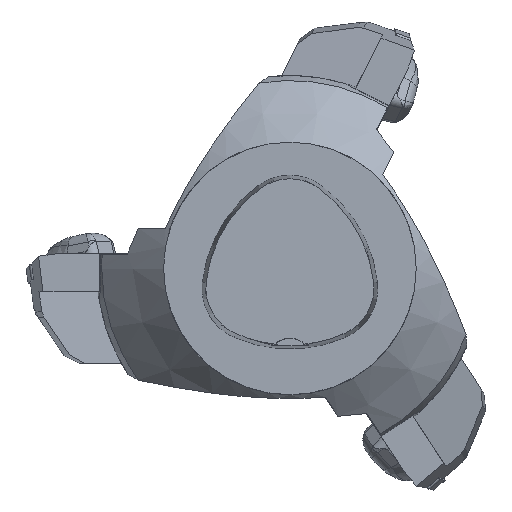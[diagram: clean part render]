
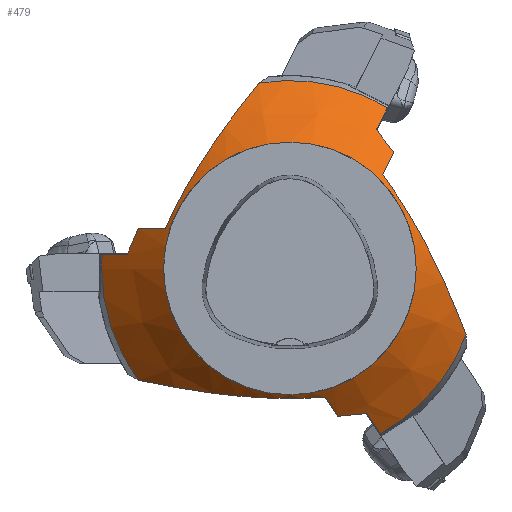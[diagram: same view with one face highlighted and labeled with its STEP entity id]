
A CAD part, top view. The second image highlights one B-rep face of the part: STEP entity #479.
In plain terms, the highlighted conical face has half-angle 45 degrees and reference radius 59.592 mm.
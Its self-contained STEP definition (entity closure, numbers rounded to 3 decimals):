
#274=B_SPLINE_CURVE_WITH_KNOTS('',3,(#3656,#3657,#3658,#3659),
 .UNSPECIFIED.,.F.,.F.,(4,4),(0.,1.),.UNSPECIFIED.);
#275=B_SPLINE_CURVE_WITH_KNOTS('',3,(#3662,#3663,#3664,#3665),
 .UNSPECIFIED.,.F.,.F.,(4,4),(0.,1.),.UNSPECIFIED.);
#276=B_SPLINE_CURVE_WITH_KNOTS('',3,(#3666,#3667,#3668,#3669,#3670,#3671,
#3672,#3673,#3674,#3675),.UNSPECIFIED.,.F.,.F.,(4,2,2,2,4),(0.,0.25,0.5,
0.75,1.),.UNSPECIFIED.);
#277=B_SPLINE_CURVE_WITH_KNOTS('',3,(#3677,#3678,#3679,#3680),
 .UNSPECIFIED.,.F.,.F.,(4,4),(0.,1.),.UNSPECIFIED.);
#278=B_SPLINE_CURVE_WITH_KNOTS('',3,(#3682,#3683,#3684,#3685),
 .UNSPECIFIED.,.F.,.F.,(4,4),(0.,1.),.UNSPECIFIED.);
#279=B_SPLINE_CURVE_WITH_KNOTS('',3,(#3687,#3688,#3689,#3690),
 .UNSPECIFIED.,.F.,.F.,(4,4),(0.,1.),.UNSPECIFIED.);
#280=B_SPLINE_CURVE_WITH_KNOTS('',3,(#3691,#3692,#3693,#3694,#3695,#3696,
#3697,#3698,#3699,#3700),.UNSPECIFIED.,.F.,.F.,(4,2,2,2,4),(0.,0.125,0.25,
0.5,1.),.UNSPECIFIED.);
#281=B_SPLINE_CURVE_WITH_KNOTS('',3,(#3702,#3703,#3704,#3705),
 .UNSPECIFIED.,.F.,.F.,(4,4),(0.,1.),.UNSPECIFIED.);
#282=B_SPLINE_CURVE_WITH_KNOTS('',3,(#3707,#3708,#3709,#3710),
 .UNSPECIFIED.,.F.,.F.,(4,4),(0.,1.),.UNSPECIFIED.);
#283=B_SPLINE_CURVE_WITH_KNOTS('',3,(#3712,#3713,#3714,#3715),
 .UNSPECIFIED.,.F.,.F.,(4,4),(0.,1.),.UNSPECIFIED.);
#284=B_SPLINE_CURVE_WITH_KNOTS('',3,(#3716,#3717,#3718,#3719,#3720,#3721,
#3722,#3723),.UNSPECIFIED.,.F.,.F.,(4,2,2,4),(0.,0.25,0.5,1.),
 .UNSPECIFIED.);
#285=B_SPLINE_CURVE_WITH_KNOTS('',3,(#3725,#3726,#3727,#3728),
 .UNSPECIFIED.,.F.,.F.,(4,4),(0.,1.),.UNSPECIFIED.);
#332=CONICAL_SURFACE('',#2671,59.592,45.);
#479=ADVANCED_FACE('',(#650,#651),#332,.T.);
#598=CIRCLE('',#2607,40.);
#618=CIRCLE('',#2663,59.592);
#619=CIRCLE('',#2666,59.592);
#620=CIRCLE('',#2669,59.592);
#650=FACE_BOUND('',#703,.T.);
#651=FACE_BOUND('',#704,.T.);
#703=EDGE_LOOP('',(#972,#973,#974,#975,#976,#977,#978,#979,#980,#981,#982,
#983,#984,#985,#986));
#704=EDGE_LOOP('',(#987));
#972=ORIENTED_EDGE('',*,*,#1821,.T.);
#973=ORIENTED_EDGE('',*,*,#1822,.T.);
#974=ORIENTED_EDGE('',*,*,#1810,.T.);
#975=ORIENTED_EDGE('',*,*,#1823,.F.);
#976=ORIENTED_EDGE('',*,*,#1824,.F.);
#977=ORIENTED_EDGE('',*,*,#1825,.T.);
#978=ORIENTED_EDGE('',*,*,#1826,.T.);
#979=ORIENTED_EDGE('',*,*,#1818,.T.);
#980=ORIENTED_EDGE('',*,*,#1827,.F.);
#981=ORIENTED_EDGE('',*,*,#1828,.F.);
#982=ORIENTED_EDGE('',*,*,#1829,.T.);
#983=ORIENTED_EDGE('',*,*,#1830,.T.);
#984=ORIENTED_EDGE('',*,*,#1814,.T.);
#985=ORIENTED_EDGE('',*,*,#1831,.F.);
#986=ORIENTED_EDGE('',*,*,#1832,.F.);
#987=ORIENTED_EDGE('',*,*,#1764,.F.);
#1537=VERTEX_POINT('',#3494);
#1566=VERTEX_POINT('',#3600);
#1567=VERTEX_POINT('',#3602);
#1569=VERTEX_POINT('',#3621);
#1570=VERTEX_POINT('',#3623);
#1572=VERTEX_POINT('',#3639);
#1573=VERTEX_POINT('',#3641);
#1575=VERTEX_POINT('',#3660);
#1576=VERTEX_POINT('',#3661);
#1577=VERTEX_POINT('',#3676);
#1578=VERTEX_POINT('',#3681);
#1579=VERTEX_POINT('',#3686);
#1580=VERTEX_POINT('',#3701);
#1581=VERTEX_POINT('',#3706);
#1582=VERTEX_POINT('',#3711);
#1583=VERTEX_POINT('',#3724);
#1764=EDGE_CURVE('',#1537,#1537,#598,.T.);
#1810=EDGE_CURVE('',#1567,#1566,#618,.T.);
#1814=EDGE_CURVE('',#1570,#1569,#619,.T.);
#1818=EDGE_CURVE('',#1573,#1572,#620,.T.);
#1821=EDGE_CURVE('',#1575,#1576,#274,.T.);
#1822=EDGE_CURVE('',#1576,#1567,#275,.T.);
#1823=EDGE_CURVE('',#1577,#1566,#276,.T.);
#1824=EDGE_CURVE('',#1578,#1577,#277,.T.);
#1825=EDGE_CURVE('',#1578,#1579,#278,.T.);
#1826=EDGE_CURVE('',#1579,#1573,#279,.T.);
#1827=EDGE_CURVE('',#1580,#1572,#280,.T.);
#1828=EDGE_CURVE('',#1581,#1580,#281,.T.);
#1829=EDGE_CURVE('',#1581,#1582,#282,.T.);
#1830=EDGE_CURVE('',#1582,#1570,#283,.T.);
#1831=EDGE_CURVE('',#1583,#1569,#284,.T.);
#1832=EDGE_CURVE('',#1575,#1583,#285,.T.);
#2607=AXIS2_PLACEMENT_3D('',#3493,#2850,#2851);
#2663=AXIS2_PLACEMENT_3D('',#3601,#2976,#2977);
#2666=AXIS2_PLACEMENT_3D('',#3622,#2982,#2983);
#2669=AXIS2_PLACEMENT_3D('',#3640,#2988,#2989);
#2671=AXIS2_PLACEMENT_3D('',#3729,#2992,#2993);
#2850=DIRECTION('',(0.,0.,1.));
#2851=DIRECTION('',(1.,0.,0.));
#2976=DIRECTION('',(0.,0.,1.));
#2977=DIRECTION('',(1.,0.,0.));
#2982=DIRECTION('',(0.,0.,1.));
#2983=DIRECTION('',(1.,0.,0.));
#2988=DIRECTION('',(0.,0.,1.));
#2989=DIRECTION('',(1.,0.,0.));
#2992=DIRECTION('',(0.,0.,-1.));
#2993=DIRECTION('',(-1.,0.,0.));
#3493=CARTESIAN_POINT('',(0.,0.,-36.408));
#3494=CARTESIAN_POINT('',(40.,0.,-36.408));
#3600=CARTESIAN_POINT('',(-48.007,-35.306,-56.));
#3601=CARTESIAN_POINT('',(0.,0.,-56.));
#3602=CARTESIAN_POINT('',(-59.413,4.618,-56.));
#3621=CARTESIAN_POINT('',(-9.868,58.77,-56.));
#3622=CARTESIAN_POINT('',(0.,0.,-56.));
#3623=CARTESIAN_POINT('',(30.91,50.949,-56.));
#3639=CARTESIAN_POINT('',(55.794,-20.936,-56.));
#3640=CARTESIAN_POINT('',(0.,0.,-56.));
#3641=CARTESIAN_POINT('',(28.577,-52.293,-56.));
#3656=CARTESIAN_POINT('',(-48.033,12.803,-46.117));
#3657=CARTESIAN_POINT('',(-49.251,10.061,-46.588));
#3658=CARTESIAN_POINT('',(-50.394,7.332,-47.255));
#3659=CARTESIAN_POINT('',(-51.471,4.618,-48.086));
#3660=CARTESIAN_POINT('',(-48.033,12.803,-46.117));
#3661=CARTESIAN_POINT('',(-51.471,4.618,-48.086));
#3662=CARTESIAN_POINT('',(-51.471,4.618,-48.086));
#3663=CARTESIAN_POINT('',(-54.119,4.618,-50.723));
#3664=CARTESIAN_POINT('',(-56.766,4.618,-53.361));
#3665=CARTESIAN_POINT('',(-59.413,4.618,-56.));
#3666=CARTESIAN_POINT('',(11.297,-40.76,-38.704));
#3667=CARTESIAN_POINT('',(6.097,-41.096,-37.639));
#3668=CARTESIAN_POINT('',(0.731,-41.209,-37.278));
#3669=CARTESIAN_POINT('',(-9.947,-40.923,-38.185));
#3670=CARTESIAN_POINT('',(-15.105,-40.538,-39.407));
#3671=CARTESIAN_POINT('',(-25.165,-39.425,-42.938));
#3672=CARTESIAN_POINT('',(-29.965,-38.711,-45.202));
#3673=CARTESIAN_POINT('',(-39.197,-37.12,-50.247));
#3674=CARTESIAN_POINT('',(-43.65,-36.239,-53.042));
#3675=CARTESIAN_POINT('',(-48.007,-35.306,-56.));
#3676=CARTESIAN_POINT('',(11.297,-40.76,-38.704));
#3677=CARTESIAN_POINT('',(15.203,-46.752,-45.57));
#3678=CARTESIAN_POINT('',(13.905,-44.761,-43.274));
#3679=CARTESIAN_POINT('',(12.603,-42.764,-40.984));
#3680=CARTESIAN_POINT('',(11.297,-40.76,-38.704));
#3681=CARTESIAN_POINT('',(15.203,-46.752,-45.57));
#3682=CARTESIAN_POINT('',(15.203,-46.752,-45.57));
#3683=CARTESIAN_POINT('',(18.327,-46.518,-46.313));
#3684=CARTESIAN_POINT('',(21.39,-46.22,-47.259));
#3685=CARTESIAN_POINT('',(24.391,-45.872,-48.361));
#3686=CARTESIAN_POINT('',(24.391,-45.872,-48.361));
#3687=CARTESIAN_POINT('',(24.391,-45.872,-48.361));
#3688=CARTESIAN_POINT('',(25.787,-48.013,-50.907));
#3689=CARTESIAN_POINT('',(27.182,-50.153,-53.453));
#3690=CARTESIAN_POINT('',(28.577,-52.293,-56.));
#3691=CARTESIAN_POINT('',(29.393,29.802,-38.266));
#3692=CARTESIAN_POINT('',(30.875,27.765,-37.856));
#3693=CARTESIAN_POINT('',(32.326,25.679,-37.612));
#3694=CARTESIAN_POINT('',(35.162,21.401,-37.49));
#3695=CARTESIAN_POINT('',(36.553,19.194,-37.616));
#3696=CARTESIAN_POINT('',(40.489,12.634,-38.519));
#3697=CARTESIAN_POINT('',(42.843,8.279,-39.809));
#3698=CARTESIAN_POINT('',(49.332,-4.753,-45.138));
#3699=CARTESIAN_POINT('',(52.719,-12.934,-50.31));
#3700=CARTESIAN_POINT('',(55.794,-20.936,-56.));
#3701=CARTESIAN_POINT('',(29.393,29.802,-38.266));
#3702=CARTESIAN_POINT('',(32.948,36.839,-45.831));
#3703=CARTESIAN_POINT('',(31.767,34.501,-43.301));
#3704=CARTESIAN_POINT('',(30.582,32.156,-40.777));
#3705=CARTESIAN_POINT('',(29.393,29.802,-38.266));
#3706=CARTESIAN_POINT('',(32.948,36.839,-45.831));
#3707=CARTESIAN_POINT('',(32.948,36.839,-45.831));
#3708=CARTESIAN_POINT('',(31.114,39.299,-46.442));
#3709=CARTESIAN_POINT('',(29.26,41.675,-47.252));
#3710=CARTESIAN_POINT('',(27.391,43.983,-48.222));
#3711=CARTESIAN_POINT('',(27.391,43.983,-48.222));
#3712=CARTESIAN_POINT('',(27.391,43.983,-48.222));
#3713=CARTESIAN_POINT('',(28.564,46.305,-50.814));
#3714=CARTESIAN_POINT('',(29.737,48.627,-53.407));
#3715=CARTESIAN_POINT('',(30.91,50.949,-56.));
#3716=CARTESIAN_POINT('',(-39.478,12.803,-37.91));
#3717=CARTESIAN_POINT('',(-37.451,17.214,-37.342));
#3718=CARTESIAN_POINT('',(-35.159,21.685,-37.437));
#3719=CARTESIAN_POINT('',(-30.374,30.122,-38.916));
#3720=CARTESIAN_POINT('',(-27.866,34.14,-40.27));
#3721=CARTESIAN_POINT('',(-20.172,45.655,-45.587));
#3722=CARTESIAN_POINT('',(-15.023,52.377,-50.549));
#3723=CARTESIAN_POINT('',(-9.868,58.77,-56.));
#3724=CARTESIAN_POINT('',(-39.478,12.803,-37.91));
#3725=CARTESIAN_POINT('',(-48.033,12.803,-46.117));
#3726=CARTESIAN_POINT('',(-45.191,12.803,-43.371));
#3727=CARTESIAN_POINT('',(-42.341,12.803,-40.634));
#3728=CARTESIAN_POINT('',(-39.478,12.803,-37.91));
#3729=CARTESIAN_POINT('',(0.,0.,-56.));
